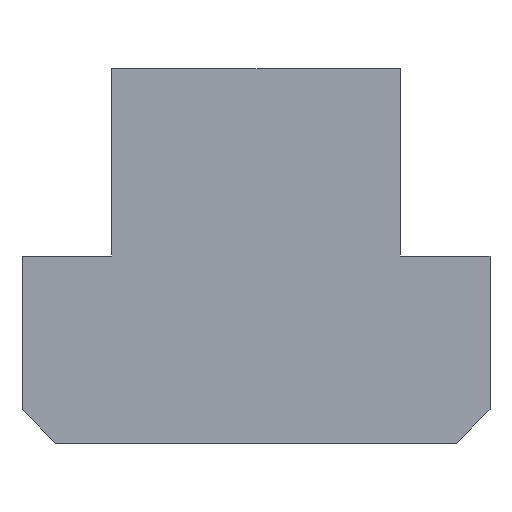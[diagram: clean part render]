
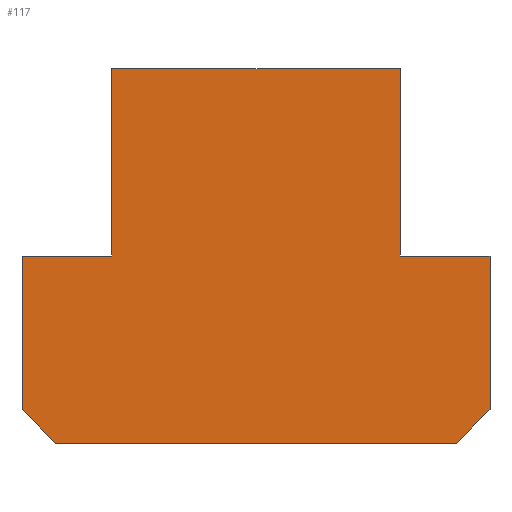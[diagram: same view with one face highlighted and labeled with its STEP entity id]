
A CAD part, front view. The second image highlights one B-rep face of the part: STEP entity #117.
In plain terms, the highlighted planar face has unit normal (0, -1, 0).
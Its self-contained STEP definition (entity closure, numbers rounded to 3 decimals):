
#97=EDGE_CURVE('',#111,#129,#241,.T.);
#109=EDGE_CURVE('',#147,#111,#254,.T.);
#111=VERTEX_POINT('',#256);
#117=ADVANCED_FACE('',(#263),#264,.T.);
#129=VERTEX_POINT('',#277);
#131=VERTEX_POINT('',#279);
#143=EDGE_CURVE('',#167,#147,#293,.T.);
#147=VERTEX_POINT('',#297);
#151=EDGE_CURVE('',#199,#211,#301,.T.);
#165=EDGE_CURVE('',#187,#167,#316,.T.);
#167=VERTEX_POINT('',#318);
#183=EDGE_CURVE('',#203,#187,#336,.T.);
#187=VERTEX_POINT('',#340);
#189=EDGE_CURVE('',#211,#131,#342,.T.);
#195=EDGE_CURVE('',#129,#199,#348,.T.);
#197=EDGE_CURVE('',#201,#203,#350,.T.);
#199=VERTEX_POINT('',#352);
#201=VERTEX_POINT('',#354);
#203=VERTEX_POINT('',#356);
#209=EDGE_CURVE('',#131,#201,#363,.T.);
#211=VERTEX_POINT('',#365);
#241=LINE('',#389,#390);
#254=LINE('',#410,#411);
#256=CARTESIAN_POINT('',(17.5,-17.5,0.0));
#263=FACE_OUTER_BOUND('',#420,.T.);
#264=PLANE('',#421);
#277=CARTESIAN_POINT('',(17.5,-17.5,-11.5));
#279=CARTESIAN_POINT('',(-17.5,-17.5,-11.5));
#293=LINE('',#455,#456);
#297=CARTESIAN_POINT('',(10.8,-17.5,0.0));
#301=LINE('',#469,#470);
#316=LINE('',#494,#495);
#318=CARTESIAN_POINT('',(10.8,-17.5,14.0));
#336=LINE('',#522,#523);
#340=CARTESIAN_POINT('',(-10.8,-17.5,14.0));
#342=LINE('',#532,#533);
#348=LINE('',#544,#545);
#350=LINE('',#548,#549);
#352=CARTESIAN_POINT('',(15.,-17.5,-14.0));
#354=CARTESIAN_POINT('',(-17.5,-17.5,0.0));
#356=CARTESIAN_POINT('',(-10.8,-17.5,0.0));
#363=LINE('',#565,#566);
#365=CARTESIAN_POINT('',(-15.,-17.5,-14.0));
#389=CARTESIAN_POINT('',(17.5,-17.5,-11.5));
#390=VECTOR('',#595,1.0);
#410=CARTESIAN_POINT('',(17.5,-17.5,0.0));
#411=VECTOR('',#607,1.0);
#420=EDGE_LOOP('',(#617,#618,#619,#620,#621,#622,#623,#624,#625,#626));
#421=AXIS2_PLACEMENT_3D('',#627,#628,#629);
#455=CARTESIAN_POINT('',(10.8,-17.5,0.0));
#456=VECTOR('',#656,1.0);
#469=CARTESIAN_POINT('',(-15.,-17.5,-14.0));
#470=VECTOR('',#659,1.0);
#494=CARTESIAN_POINT('',(10.8,-17.5,14.0));
#495=VECTOR('',#672,1.0);
#522=CARTESIAN_POINT('',(-10.8,-17.5,14.0));
#523=VECTOR('',#692,1.0);
#532=CARTESIAN_POINT('',(-17.5,-17.5,-11.5));
#533=VECTOR('',#694,1.0);
#544=CARTESIAN_POINT('',(15.,-17.5,-14.0));
#545=VECTOR('',#697,1.0);
#548=CARTESIAN_POINT('',(-10.8,-17.5,0.0));
#549=VECTOR('',#698,1.0);
#565=CARTESIAN_POINT('',(-17.5,-17.5,0.0));
#566=VECTOR('',#708,1.0);
#595=DIRECTION('',(0.0,0.,-1.0));
#607=DIRECTION('',(1.0,0.0,0.0));
#617=ORIENTED_EDGE('',*,*,#195,.F.);
#618=ORIENTED_EDGE('',*,*,#97,.F.);
#619=ORIENTED_EDGE('',*,*,#109,.F.);
#620=ORIENTED_EDGE('',*,*,#143,.F.);
#621=ORIENTED_EDGE('',*,*,#165,.F.);
#622=ORIENTED_EDGE('',*,*,#183,.F.);
#623=ORIENTED_EDGE('',*,*,#197,.F.);
#624=ORIENTED_EDGE('',*,*,#209,.F.);
#625=ORIENTED_EDGE('',*,*,#189,.F.);
#626=ORIENTED_EDGE('',*,*,#151,.F.);
#627=CARTESIAN_POINT('',(0.,-17.5,-1.17));
#628=DIRECTION('',(0.0,-1.0,0.));
#629=DIRECTION('',(1.0,0.0,0.0));
#656=DIRECTION('',(0.0,0.,-1.0));
#659=DIRECTION('',(-1.0,0.0,0.0));
#672=DIRECTION('',(1.0,0.0,0.0));
#692=DIRECTION('',(0.0,0.,1.0));
#694=DIRECTION('',(-0.707,0.,0.707));
#697=DIRECTION('',(-0.707,0.,-0.707));
#698=DIRECTION('',(1.0,0.0,0.0));
#708=DIRECTION('',(0.0,0.,1.0));
